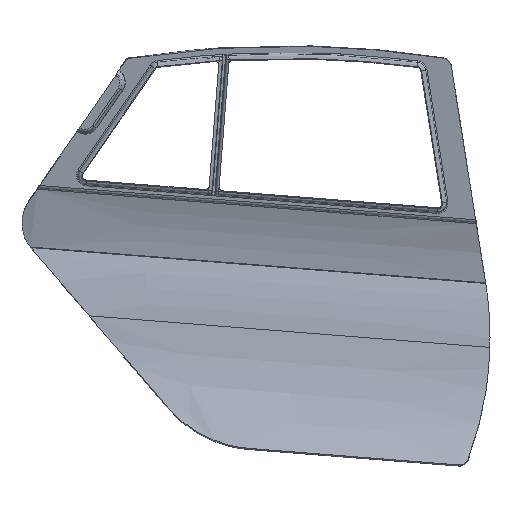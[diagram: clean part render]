
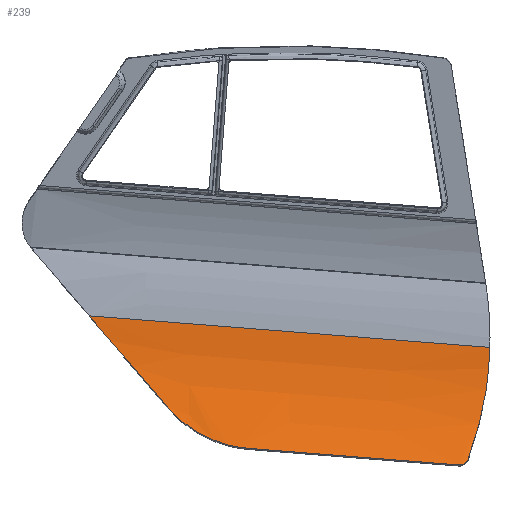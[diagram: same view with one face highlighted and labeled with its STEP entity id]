
A CAD part, left-side view. The second image highlights one B-rep face of the part: STEP entity #239.
In plain terms, the highlighted face is a extrusion surface.
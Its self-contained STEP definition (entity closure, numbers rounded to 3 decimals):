
#69=CARTESIAN_POINT('Vertex',(13.809,33.871,3.303)) ;
#72=CARTESIAN_POINT('Line Origine',(13.809,148.073,12.291)) ;
#76=CARTESIAN_POINT('Vertex',(13.809,262.275,21.279)) ;
#117=CARTESIAN_POINT('Control Point',(30.756,350.941,66.279)) ;
#118=CARTESIAN_POINT('Control Point',(27.911,343.76,57.909)) ;
#119=CARTESIAN_POINT('Control Point',(25.061,335.685,50.297)) ;
#120=CARTESIAN_POINT('Control Point',(22.356,326.809,43.554)) ;
#121=CARTESIAN_POINT('Control Point',(17.973,309.209,32.945)) ;
#122=CARTESIAN_POINT('Control Point',(15.143,289.887,25.957)) ;
#123=CARTESIAN_POINT('Control Point',(14.25,280.775,23.565)) ;
#124=CARTESIAN_POINT('Control Point',(13.809,271.541,22.008)) ;
#125=CARTESIAN_POINT('Control Point',(13.809,262.275,21.279)) ;
#126=CARTESIAN_POINT('Vertex',(30.756,350.941,66.279)) ;
#167=CARTESIAN_POINT('Control Point',(30.756,350.941,66.279)) ;
#168=CARTESIAN_POINT('Control Point',(37.394,367.7,85.811)) ;
#169=CARTESIAN_POINT('Control Point',(42.419,384.6,105.507)) ;
#170=CARTESIAN_POINT('Control Point',(45.968,401.704,125.442)) ;
#171=CARTESIAN_POINT('Control Point',(48.035,418.825,145.397)) ;
#172=CARTESIAN_POINT('Control Point',(48.651,435.969,165.377)) ;
#173=CARTESIAN_POINT('Vertex',(48.651,435.969,165.377)) ;
#198=CARTESIAN_POINT('Control Point',(12.71,-0.051,-1.413)) ;
#199=CARTESIAN_POINT('Control Point',(29.213,-0.04,29.027)) ;
#200=CARTESIAN_POINT('Control Point',(41.012,-0.028,62.023)) ;
#201=CARTESIAN_POINT('Control Point',(47.507,-0.016,96.458)) ;
#202=CARTESIAN_POINT('Control Point',(48.651,-0.004,131.065)) ;
#207=CARTESIAN_POINT('Control Point',(17.544,23.714,9.759)) ;
#208=CARTESIAN_POINT('Control Point',(16.349,24.583,7.427)) ;
#209=CARTESIAN_POINT('Control Point',(15.235,26.184,5.38)) ;
#210=CARTESIAN_POINT('Control Point',(14.309,28.405,3.812)) ;
#211=CARTESIAN_POINT('Control Point',(13.809,31.154,3.09)) ;
#212=CARTESIAN_POINT('Control Point',(13.809,33.871,3.303)) ;
#213=CARTESIAN_POINT('Vertex',(17.544,23.714,9.759)) ;
#217=CARTESIAN_POINT('Control Point',(17.544,23.714,9.759)) ;
#218=CARTESIAN_POINT('Control Point',(28.861,15.48,31.856)) ;
#219=CARTESIAN_POINT('Control Point',(37.801,8.692,55.35)) ;
#220=CARTESIAN_POINT('Control Point',(44.185,3.709,80.013)) ;
#221=CARTESIAN_POINT('Control Point',(47.801,0.834,105.428)) ;
#222=CARTESIAN_POINT('Control Point',(48.651,0.139,131.076)) ;
#223=CARTESIAN_POINT('Vertex',(48.651,0.139,131.076)) ;
#226=CARTESIAN_POINT('Line Origine',(48.651,218.054,148.226)) ;
#73=DIRECTION('Vector Direction',(0.,-0.997,-0.078)) ;
#203=DIRECTION('Vector Direction',(0.,0.997,0.078)) ;
#227=DIRECTION('Vector Direction',(0.,0.997,0.078)) ;
#232=ORIENTED_EDGE('',*,*,#78,.T.) ;
#233=ORIENTED_EDGE('',*,*,#215,.F.) ;
#234=ORIENTED_EDGE('',*,*,#225,.T.) ;
#235=ORIENTED_EDGE('',*,*,#230,.T.) ;
#236=ORIENTED_EDGE('',*,*,#175,.F.) ;
#237=ORIENTED_EDGE('',*,*,#128,.T.) ;
#74=VECTOR('Line Direction',#73,1.) ;
#204=VECTOR('Extrusion Surface Vector',#203,1.) ;
#228=VECTOR('Line Direction',#227,1.) ;
#239=ADVANCED_FACE('PartBody',(#238),#205,.T.) ;
#116=B_SPLINE_CURVE_WITH_KNOTS('',5,(#117,#118,#119,#120,#121,#122,#123,#124,#125),.UNSPECIFIED.,.F.,.U.,(6,3,6),(0.,95.537,176.035),.UNSPECIFIED.) ;
#166=B_SPLINE_CURVE_WITH_KNOTS('',5,(#167,#168,#169,#170,#171,#172),.UNSPECIFIED.,.F.,.U.,(6,6),(0.,222.964),.UNSPECIFIED.) ;
#197=B_SPLINE_CURVE_WITH_KNOTS('',4,(#198,#199,#200,#201,#202),.UNSPECIFIED.,.F.,.U.,(5,5),(1735.912,1875.042),.UNSPECIFIED.) ;
#206=B_SPLINE_CURVE_WITH_KNOTS('',5,(#207,#208,#209,#210,#211,#212),.UNSPECIFIED.,.F.,.U.,(6,6),(0.,23.605),.UNSPECIFIED.) ;
#216=B_SPLINE_CURVE_WITH_KNOTS('',5,(#217,#218,#219,#220,#221,#222),.UNSPECIFIED.,.F.,.U.,(6,6),(0.,223.611),.UNSPECIFIED.) ;
#78=EDGE_CURVE('',#77,#70,#75,.T.) ;
#128=EDGE_CURVE('',#127,#77,#116,.T.) ;
#175=EDGE_CURVE('',#127,#174,#166,.T.) ;
#215=EDGE_CURVE('',#214,#70,#206,.T.) ;
#225=EDGE_CURVE('',#214,#224,#216,.T.) ;
#230=EDGE_CURVE('',#224,#174,#229,.T.) ;
#231=EDGE_LOOP('',(#232,#233,#234,#235,#236,#237)) ;
#238=FACE_OUTER_BOUND('',#231,.T.) ;
#75=LINE('Line',#72,#74) ;
#229=LINE('Line',#226,#228) ;
#205=SURFACE_OF_LINEAR_EXTRUSION('generated tabulated cylinder',#197,#204) ;
#70=VERTEX_POINT('',#69) ;
#77=VERTEX_POINT('',#76) ;
#127=VERTEX_POINT('',#126) ;
#174=VERTEX_POINT('',#173) ;
#214=VERTEX_POINT('',#213) ;
#224=VERTEX_POINT('',#223) ;
